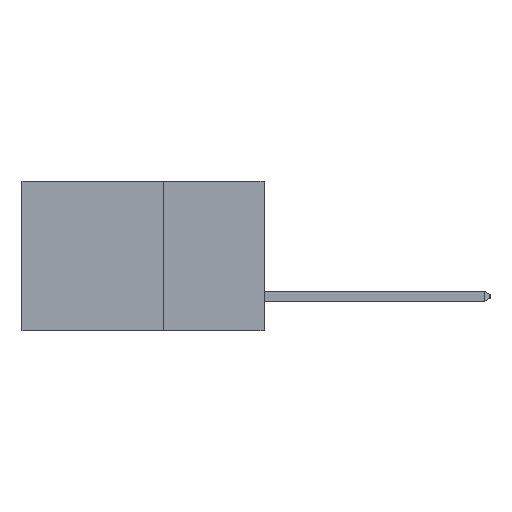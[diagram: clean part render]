
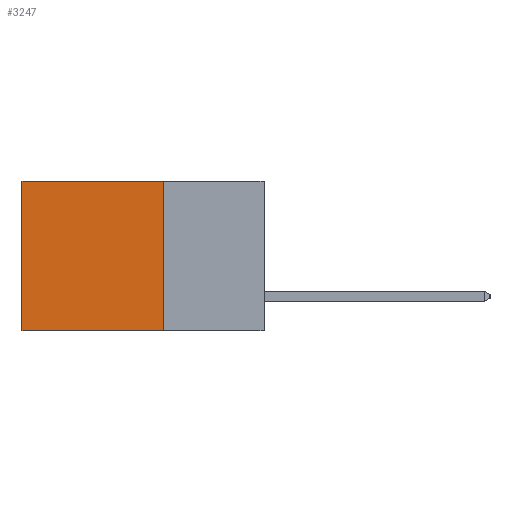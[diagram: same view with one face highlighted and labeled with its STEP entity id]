
A CAD part, left-side view. The second image highlights one B-rep face of the part: STEP entity #3247.
In plain terms, the highlighted planar face has unit normal (-1, 0, 0).
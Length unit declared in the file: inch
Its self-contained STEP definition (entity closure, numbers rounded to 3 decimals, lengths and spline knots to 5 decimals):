
#227 = LINE ( 'NONE', #18009, #16994 ) ;
#1427 = EDGE_CURVE ( 'NONE', #13436, #2933, #7717, .T. ) ;
#2505 = VERTEX_POINT ( 'NONE', #6362 ) ;
#2933 = VERTEX_POINT ( 'NONE', #20198 ) ;
#2937 = LINE ( 'NONE', #7537, #15434 ) ;
#3163 = DIRECTION ( 'NONE',  ( 0., 0., -1. ) ) ;
#3247 = ADVANCED_FACE ( 'NONE', ( #13260 ), #12975, .F. ) ;
#3404 = CARTESIAN_POINT ( 'NONE',  ( 0.2615, 0.6, -0.37 ) ) ;
#3424 = VERTEX_POINT ( 'NONE', #9824 ) ;
#4723 = EDGE_LOOP ( 'NONE', ( #9865, #20813, #19990, #19703 ) ) ;
#5138 = VECTOR ( 'NONE', #3163, 39.37008 ) ;
#6362 = CARTESIAN_POINT ( 'NONE',  ( 0.2615, 0.25, -0.37 ) ) ;
#7537 = CARTESIAN_POINT ( 'NONE',  ( 0.2615, 0.25, -0.37 ) ) ;
#7560 = DIRECTION ( 'NONE',  ( 0., 1., 0. ) ) ;
#7717 = LINE ( 'NONE', #14731, #12060 ) ;
#9824 = CARTESIAN_POINT ( 'NONE',  ( 0.2615, 0.6, -0.37 ) ) ;
#9865 = ORIENTED_EDGE ( 'NONE', *, *, #17349, .T. ) ;
#10862 = EDGE_CURVE ( 'NONE', #13436, #2505, #227, .T. ) ;
#11674 = AXIS2_PLACEMENT_3D ( 'NONE', #12695, #12620, #12615 ) ;
#11791 = EDGE_CURVE ( 'NONE', #2505, #3424, #2937, .T. ) ;
#12060 = VECTOR ( 'NONE', #15893, 39.37008 ) ;
#12615 = DIRECTION ( 'NONE',  ( 0., 0., -1. ) ) ;
#12620 = DIRECTION ( 'NONE',  ( 1., 0., 0. ) ) ;
#12695 = CARTESIAN_POINT ( 'NONE',  ( 0.2615, 0.25, -0.37 ) ) ;
#12975 = PLANE ( 'NONE',  #11674 ) ;
#13260 = FACE_OUTER_BOUND ( 'NONE', #4723, .T. ) ;
#13436 = VERTEX_POINT ( 'NONE', #16421 ) ;
#14289 = LINE ( 'NONE', #3404, #5138 ) ;
#14731 = CARTESIAN_POINT ( 'NONE',  ( 0.2615, 0.25, 0. ) ) ;
#15434 = VECTOR ( 'NONE', #7560, 39.37008 ) ;
#15893 = DIRECTION ( 'NONE',  ( 0., 1., 0. ) ) ;
#16421 = CARTESIAN_POINT ( 'NONE',  ( 0.2615, 0.25, 0. ) ) ;
#16994 = VECTOR ( 'NONE', #17861, 39.37008 ) ;
#17349 = EDGE_CURVE ( 'NONE', #2933, #3424, #14289, .T. ) ;
#17861 = DIRECTION ( 'NONE',  ( 0., 0., -1. ) ) ;
#18009 = CARTESIAN_POINT ( 'NONE',  ( 0.2615, 0.25, -0.37 ) ) ;
#19703 = ORIENTED_EDGE ( 'NONE', *, *, #1427, .T. ) ;
#19990 = ORIENTED_EDGE ( 'NONE', *, *, #10862, .F. ) ;
#20198 = CARTESIAN_POINT ( 'NONE',  ( 0.2615, 0.6, 0. ) ) ;
#20813 = ORIENTED_EDGE ( 'NONE', *, *, #11791, .F. ) ;
